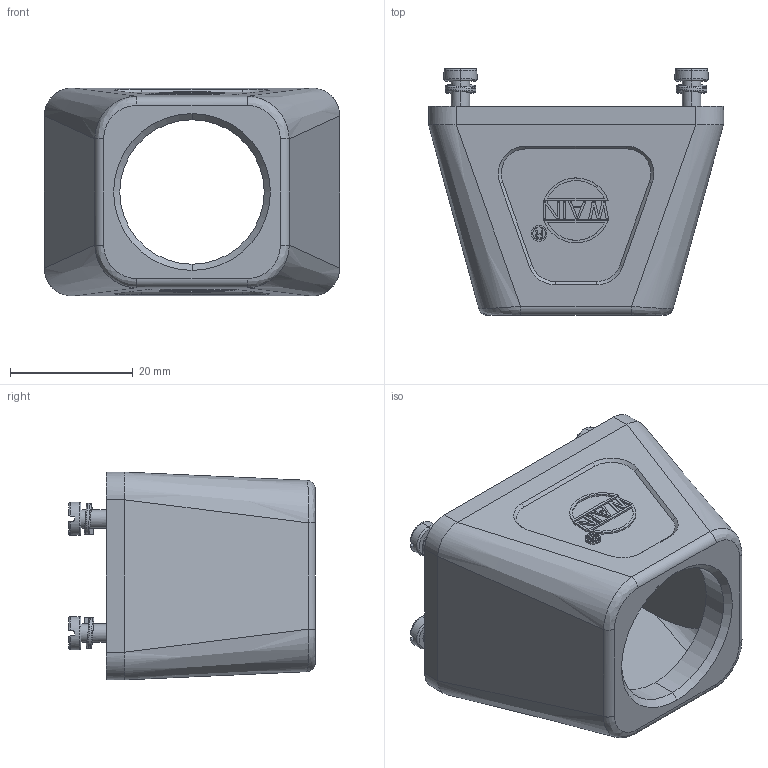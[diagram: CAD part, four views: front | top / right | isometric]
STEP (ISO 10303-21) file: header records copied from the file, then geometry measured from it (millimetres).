
FILE_DESCRIPTION (( 'STEP AP203' ), '1' );
FILE_NAME ('H1M-TE-M25.STP', '2017-09-25T12:29:10', ( '微软用户' ), ( '微软中国' ), 'SwSTEP 2.0', 'SolidWorks 2012', '' );
FILE_SCHEMA (( 'CONFIG_CONTROL_DESIGN' ));
Length unit declared in the file: millimetre
Products named in the file (1): H1M-TE-M25
Bounding box: 48 x 40.12 x 33.8 mm (x, y, z)
Volume: 15741.9 mm3; surface area: 10776.3 mm2
Topology: 1 solids, 5 shells, 411 faces, 1042 edges, 678 vertices
Faces by surface type: plane 263, cylinder 66, bspline 44, torus 20, cone 18
Entity records: 16663 total; most frequent: CARTESIAN_POINT 7274, ORIENTED_EDGE 2084, DIRECTION 1684, EDGE_CURVE 1042, LINE 678, VERTEX_POINT 678, VECTOR 678, AXIS2_PLACEMENT_3D 503
